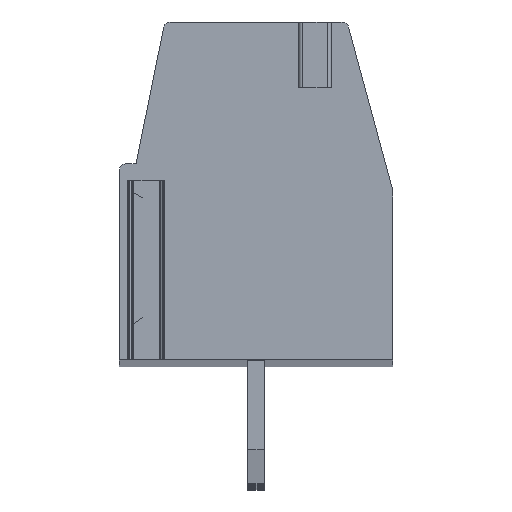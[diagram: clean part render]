
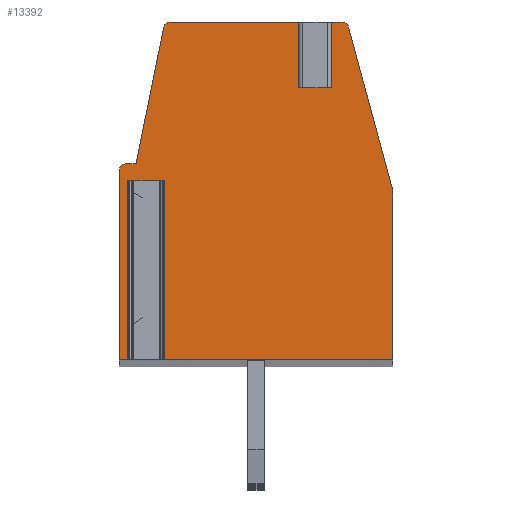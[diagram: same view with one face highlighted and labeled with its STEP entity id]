
A CAD part, top view. The second image highlights one B-rep face of the part: STEP entity #13392.
In plain terms, the highlighted planar face has unit normal (0, 0, 1).
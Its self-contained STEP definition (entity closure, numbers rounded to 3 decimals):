
#13=DIRECTION('',(-1.,0.,0.));
#14=VECTOR('',#13,1.07);
#15=CARTESIAN_POINT('',(-2.72,0.3,114.3));
#16=LINE('',#15,#14);
#17=DIRECTION('',(0.,-1.,0.));
#18=VECTOR('',#17,5.3);
#19=CARTESIAN_POINT('',(-3.79,0.3,114.3));
#20=LINE('',#19,#18);
#21=DIRECTION('',(1.,0.,0.));
#22=VECTOR('',#21,0.26);
#23=CARTESIAN_POINT('',(-4.05,-5.,114.3));
#24=LINE('',#23,#22);
#25=DIRECTION('',(0.,-1.,0.));
#26=VECTOR('',#25,5.6);
#27=CARTESIAN_POINT('',(-4.05,0.6,114.3));
#28=LINE('',#27,#26);
#29=CARTESIAN_POINT('',(-3.85,0.6,114.3));
#30=DIRECTION('',(0.,0.,1.));
#31=DIRECTION('',(0.,1.,0.));
#32=AXIS2_PLACEMENT_3D('',#29,#30,#31);
#34=DIRECTION('',(-1.,0.,0.));
#35=VECTOR('',#34,0.3);
#36=CARTESIAN_POINT('',(-3.55,0.8,114.3));
#37=LINE('',#36,#35);
#38=DIRECTION('',(-0.198,-0.98,0.));
#39=VECTOR('',#38,4.122);
#40=CARTESIAN_POINT('',(-2.732,4.84,114.3));
#41=LINE('',#40,#39);
#42=CARTESIAN_POINT('',(-2.536,4.8,114.3));
#43=DIRECTION('',(0.,0.,1.));
#44=DIRECTION('',(0.,1.,0.));
#45=AXIS2_PLACEMENT_3D('',#42,#43,#44);
#47=DIRECTION('',(-1.,0.,0.));
#48=VECTOR('',#47,3.981);
#49=CARTESIAN_POINT('',(1.445,5.,114.3));
#50=LINE('',#49,#48);
#51=DIRECTION('',(0.,-1.,0.));
#52=VECTOR('',#51,1.95);
#53=CARTESIAN_POINT('',(1.445,5.,114.3));
#54=LINE('',#53,#52);
#55=DIRECTION('',(-1.,0.,0.));
#56=VECTOR('',#55,0.6);
#57=CARTESIAN_POINT('',(2.045,3.05,114.3));
#58=LINE('',#57,#56);
#59=DIRECTION('',(0.,-1.,0.));
#60=VECTOR('',#59,1.95);
#61=CARTESIAN_POINT('',(2.045,5.,114.3));
#62=LINE('',#61,#60);
#63=DIRECTION('',(-1.,0.,0.));
#64=VECTOR('',#63,0.502);
#65=CARTESIAN_POINT('',(2.547,5.,114.3));
#66=LINE('',#65,#64);
#67=CARTESIAN_POINT('',(2.547,4.8,114.3));
#68=DIRECTION('',(0.,0.,1.));
#69=DIRECTION('',(0.965,0.261,0.));
#70=AXIS2_PLACEMENT_3D('',#67,#68,#69);
#72=DIRECTION('',(-0.261,0.965,0.));
#73=VECTOR('',#72,5.026);
#74=CARTESIAN_POINT('',(4.05,0.,114.3));
#75=LINE('',#74,#73);
#76=DIRECTION('',(0.,1.,0.));
#77=VECTOR('',#76,5.);
#78=CARTESIAN_POINT('',(4.05,-5.,114.3));
#79=LINE('',#78,#77);
#80=DIRECTION('',(1.,0.,0.));
#81=VECTOR('',#80,6.77);
#82=CARTESIAN_POINT('',(-2.72,-5.,114.3));
#83=LINE('',#82,#81);
#84=DIRECTION('',(0.,-1.,0.));
#85=VECTOR('',#84,5.3);
#86=CARTESIAN_POINT('',(-2.72,0.3,114.3));
#87=LINE('',#86,#85);
#10469=CARTESIAN_POINT('',(4.05,0.,114.3));
#10470=CARTESIAN_POINT('',(2.74,4.852,114.3));
#10471=VERTEX_POINT('',#10469);
#10472=VERTEX_POINT('',#10470);
#10473=CARTESIAN_POINT('',(2.547,5.,114.3));
#10474=VERTEX_POINT('',#10473);
#10475=CARTESIAN_POINT('',(-2.536,5.,114.3));
#10476=CARTESIAN_POINT('',(-2.732,4.84,114.3));
#10477=VERTEX_POINT('',#10475);
#10478=VERTEX_POINT('',#10476);
#10479=CARTESIAN_POINT('',(-3.55,0.8,114.3));
#10480=VERTEX_POINT('',#10479);
#10481=CARTESIAN_POINT('',(-3.85,0.8,114.3));
#10482=VERTEX_POINT('',#10481);
#10483=CARTESIAN_POINT('',(-4.05,0.6,114.3));
#10484=VERTEX_POINT('',#10483);
#10485=CARTESIAN_POINT('',(-4.05,-5.,114.3));
#10486=VERTEX_POINT('',#10485);
#10487=CARTESIAN_POINT('',(4.05,-5.,114.3));
#10488=VERTEX_POINT('',#10487);
#10549=CARTESIAN_POINT('',(2.045,3.05,114.3));
#10550=CARTESIAN_POINT('',(1.445,3.05,114.3));
#10551=VERTEX_POINT('',#10549);
#10552=VERTEX_POINT('',#10550);
#10553=CARTESIAN_POINT('',(1.445,5.,114.3));
#10554=VERTEX_POINT('',#10553);
#10555=CARTESIAN_POINT('',(2.045,5.,114.3));
#10556=VERTEX_POINT('',#10555);
#10569=CARTESIAN_POINT('',(-2.72,0.3,114.3));
#10570=CARTESIAN_POINT('',(-3.79,0.3,114.3));
#10571=VERTEX_POINT('',#10569);
#10572=VERTEX_POINT('',#10570);
#10573=CARTESIAN_POINT('',(-2.72,-5.,114.3));
#10574=VERTEX_POINT('',#10573);
#10575=CARTESIAN_POINT('',(-3.79,-5.,114.3));
#10576=VERTEX_POINT('',#10575);
#13349=CARTESIAN_POINT('',(0.,0.,114.3));
#13350=DIRECTION('',(0.,0.,1.));
#13351=DIRECTION('',(1.,0.,0.));
#13352=AXIS2_PLACEMENT_3D('',#13349,#13350,#13351);
#13353=PLANE('',#13352);
#13355=ORIENTED_EDGE('',*,*,#13354,.T.);
#13357=ORIENTED_EDGE('',*,*,#13356,.T.);
#13359=ORIENTED_EDGE('',*,*,#13358,.F.);
#13361=ORIENTED_EDGE('',*,*,#13360,.F.);
#13363=ORIENTED_EDGE('',*,*,#13362,.F.);
#13365=ORIENTED_EDGE('',*,*,#13364,.F.);
#13367=ORIENTED_EDGE('',*,*,#13366,.F.);
#13369=ORIENTED_EDGE('',*,*,#13368,.F.);
#13371=ORIENTED_EDGE('',*,*,#13370,.F.);
#13373=ORIENTED_EDGE('',*,*,#13372,.T.);
#13375=ORIENTED_EDGE('',*,*,#13374,.F.);
#13377=ORIENTED_EDGE('',*,*,#13376,.F.);
#13379=ORIENTED_EDGE('',*,*,#13378,.F.);
#13381=ORIENTED_EDGE('',*,*,#13380,.F.);
#13383=ORIENTED_EDGE('',*,*,#13382,.F.);
#13385=ORIENTED_EDGE('',*,*,#13384,.F.);
#13387=ORIENTED_EDGE('',*,*,#13386,.F.);
#13389=ORIENTED_EDGE('',*,*,#13388,.F.);
#13390=EDGE_LOOP('',(#13355,#13357,#13359,#13361,#13363,#13365,#13367,#13369,
#13371,#13373,#13375,#13377,#13379,#13381,#13383,#13385,#13387,#13389));
#13391=FACE_OUTER_BOUND('',#13390,.F.);
#33=CIRCLE('',#32,0.2);
#46=CIRCLE('',#45,0.2);
#71=CIRCLE('',#70,0.2);
#13354=EDGE_CURVE('',#10571,#10572,#16,.T.);
#13356=EDGE_CURVE('',#10572,#10576,#20,.T.);
#13358=EDGE_CURVE('',#10486,#10576,#24,.T.);
#13360=EDGE_CURVE('',#10484,#10486,#28,.T.);
#13362=EDGE_CURVE('',#10482,#10484,#33,.T.);
#13364=EDGE_CURVE('',#10480,#10482,#37,.T.);
#13366=EDGE_CURVE('',#10478,#10480,#41,.T.);
#13368=EDGE_CURVE('',#10477,#10478,#46,.T.);
#13370=EDGE_CURVE('',#10554,#10477,#50,.T.);
#13372=EDGE_CURVE('',#10554,#10552,#54,.T.);
#13374=EDGE_CURVE('',#10551,#10552,#58,.T.);
#13376=EDGE_CURVE('',#10556,#10551,#62,.T.);
#13378=EDGE_CURVE('',#10474,#10556,#66,.T.);
#13380=EDGE_CURVE('',#10472,#10474,#71,.T.);
#13382=EDGE_CURVE('',#10471,#10472,#75,.T.);
#13384=EDGE_CURVE('',#10488,#10471,#79,.T.);
#13386=EDGE_CURVE('',#10574,#10488,#83,.T.);
#13388=EDGE_CURVE('',#10571,#10574,#87,.T.);
#13392=ADVANCED_FACE('',(#13391),#13353,.T.);
